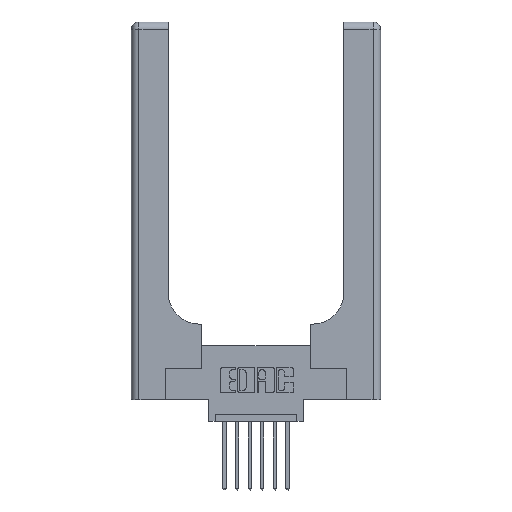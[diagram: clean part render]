
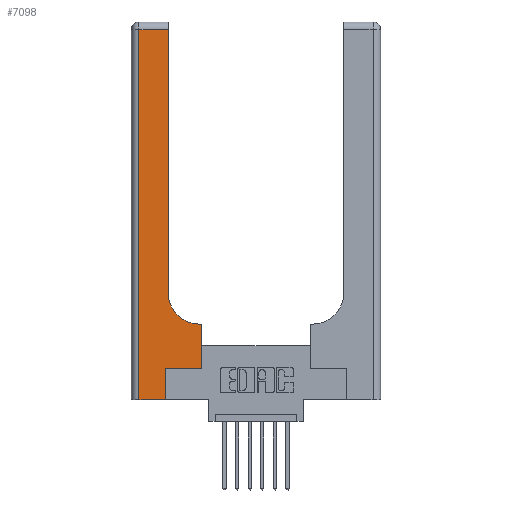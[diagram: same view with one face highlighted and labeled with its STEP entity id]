
A CAD part, top view. The second image highlights one B-rep face of the part: STEP entity #7098.
In plain terms, the highlighted planar face has unit normal (0, 0, 1).
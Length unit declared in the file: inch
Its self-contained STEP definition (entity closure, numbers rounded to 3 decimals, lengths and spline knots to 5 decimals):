
#171 = CIRCLE ( 'NONE', #12349, 0.25 ) ;
#177 = DIRECTION ( 'NONE',  ( 1., 0., 0. ) ) ;
#178 = VERTEX_POINT ( 'NONE', #4859 ) ;
#375 = VECTOR ( 'NONE', #6509, 39.37008 ) ;
#717 = LINE ( 'NONE', #12561, #12433 ) ;
#899 = EDGE_CURVE ( 'NONE', #4461, #3130, #2848, .T. ) ;
#1116 = VECTOR ( 'NONE', #177, 39.37008 ) ;
#1437 = VECTOR ( 'NONE', #5426, 39.37008 ) ;
#1569 = EDGE_CURVE ( 'NONE', #12470, #10075, #717, .T. ) ;
#1620 = LINE ( 'NONE', #2809, #5841 ) ;
#1625 = LINE ( 'NONE', #14426, #1437 ) ;
#1658 = VERTEX_POINT ( 'NONE', #12592 ) ;
#1780 = AXIS2_PLACEMENT_3D ( 'NONE', #4817, #10477, #8366 ) ;
#1989 = CARTESIAN_POINT ( 'NONE',  ( 0.5585, 0.25, 0.37 ) ) ;
#2357 = ORIENTED_EDGE ( 'NONE', *, *, #7987, .T. ) ;
#2809 = CARTESIAN_POINT ( 'NONE',  ( 0.5585, 0.25, 0.37 ) ) ;
#2848 = LINE ( 'NONE', #5257, #7126 ) ;
#2877 = ORIENTED_EDGE ( 'NONE', *, *, #14634, .T. ) ;
#3110 = ORIENTED_EDGE ( 'NONE', *, *, #1569, .T. ) ;
#3130 = VERTEX_POINT ( 'NONE', #4399 ) ;
#3253 = CARTESIAN_POINT ( 'NONE',  ( 0.269, 0.25, 0.37 ) ) ;
#3771 = DIRECTION ( 'NONE',  ( -1., 0., 0. ) ) ;
#4246 = CARTESIAN_POINT ( 'NONE',  ( 0.269, 0., 0.37 ) ) ;
#4256 = EDGE_LOOP ( 'NONE', ( #11263, #4373, #4456, #2877, #4417, #13594, #2357, #3110, #11143 ) ) ;
#4373 = ORIENTED_EDGE ( 'NONE', *, *, #9156, .T. ) ;
#4399 = CARTESIAN_POINT ( 'NONE',  ( 0.06, 0., 0.37 ) ) ;
#4417 = ORIENTED_EDGE ( 'NONE', *, *, #11242, .T. ) ;
#4456 = ORIENTED_EDGE ( 'NONE', *, *, #899, .T. ) ;
#4461 = VERTEX_POINT ( 'NONE', #10280 ) ;
#4817 = CARTESIAN_POINT ( 'NONE',  ( 0., 3., 0.37 ) ) ;
#4859 = CARTESIAN_POINT ( 'NONE',  ( 0.2915, 0.85, 0.37 ) ) ;
#4919 = CARTESIAN_POINT ( 'NONE',  ( 0.269, 0., 0.37 ) ) ;
#4990 = FACE_OUTER_BOUND ( 'NONE', #4256, .T. ) ;
#5257 = CARTESIAN_POINT ( 'NONE',  ( 0.06, 3., 0.37 ) ) ;
#5426 = DIRECTION ( 'NONE',  ( 0., 1., 0. ) ) ;
#5841 = VECTOR ( 'NONE', #10715, 39.37008 ) ;
#6359 = VECTOR ( 'NONE', #3771, 39.37008 ) ;
#6450 = VERTEX_POINT ( 'NONE', #4919 ) ;
#6509 = DIRECTION ( 'NONE',  ( 0., 1., 0. ) ) ;
#6519 = EDGE_CURVE ( 'NONE', #14477, #13368, #9995, .T. ) ;
#6743 = CARTESIAN_POINT ( 'NONE',  ( 0.5415, 0.85, 0.37 ) ) ;
#7098 = ADVANCED_FACE ( 'NONE', ( #4990 ), #12863, .F. ) ;
#7126 = VECTOR ( 'NONE', #8716, 39.37008 ) ;
#7922 = DIRECTION ( 'NONE',  ( 1., 0., 0. ) ) ;
#7987 = EDGE_CURVE ( 'NONE', #13368, #12470, #1620, .T. ) ;
#8035 = DIRECTION ( 'NONE',  ( 1., 0., 0. ) ) ;
#8366 = DIRECTION ( 'NONE',  ( -1., 0., 0. ) ) ;
#8716 = DIRECTION ( 'NONE',  ( 0., -1., 0. ) ) ;
#8950 = EDGE_CURVE ( 'NONE', #10075, #178, #171, .T. ) ;
#9156 = EDGE_CURVE ( 'NONE', #1658, #4461, #9408, .T. ) ;
#9408 = LINE ( 'NONE', #13888, #6359 ) ;
#9995 = LINE ( 'NONE', #10296, #1116 ) ;
#10075 = VERTEX_POINT ( 'NONE', #10246 ) ;
#10246 = CARTESIAN_POINT ( 'NONE',  ( 0.5415, 0.6, 0.37 ) ) ;
#10280 = CARTESIAN_POINT ( 'NONE',  ( 0.06, 2.94, 0.37 ) ) ;
#10296 = CARTESIAN_POINT ( 'NONE',  ( 0.269, 0.25, 0.37 ) ) ;
#10474 = DIRECTION ( 'NONE',  ( -1., 0., 0. ) ) ;
#10477 = DIRECTION ( 'NONE',  ( 0., 0., -1. ) ) ;
#10608 = VECTOR ( 'NONE', #8035, 39.37008 ) ;
#10715 = DIRECTION ( 'NONE',  ( 0., 1., 0. ) ) ;
#11143 = ORIENTED_EDGE ( 'NONE', *, *, #8950, .T. ) ;
#11217 = LINE ( 'NONE', #4246, #375 ) ;
#11242 = EDGE_CURVE ( 'NONE', #6450, #14477, #11217, .T. ) ;
#11263 = ORIENTED_EDGE ( 'NONE', *, *, #11266, .T. ) ;
#11266 = EDGE_CURVE ( 'NONE', #178, #1658, #1625, .T. ) ;
#11432 = CARTESIAN_POINT ( 'NONE',  ( 0.5585, 0.6, 0.37 ) ) ;
#12349 = AXIS2_PLACEMENT_3D ( 'NONE', #6743, #14701, #7922 ) ;
#12433 = VECTOR ( 'NONE', #10474, 39.37008 ) ;
#12470 = VERTEX_POINT ( 'NONE', #11432 ) ;
#12561 = CARTESIAN_POINT ( 'NONE',  ( 0.2915, 0.6, 0.37 ) ) ;
#12592 = CARTESIAN_POINT ( 'NONE',  ( 0.2915, 2.94, 0.37 ) ) ;
#12863 = PLANE ( 'NONE',  #1780 ) ;
#13368 = VERTEX_POINT ( 'NONE', #1989 ) ;
#13529 = CARTESIAN_POINT ( 'NONE',  ( 0., 0., 0.37 ) ) ;
#13594 = ORIENTED_EDGE ( 'NONE', *, *, #6519, .T. ) ;
#13888 = CARTESIAN_POINT ( 'NONE',  ( 0., 2.94, 0.37 ) ) ;
#13961 = LINE ( 'NONE', #13529, #10608 ) ;
#14426 = CARTESIAN_POINT ( 'NONE',  ( 0.2915, 3., 0.37 ) ) ;
#14477 = VERTEX_POINT ( 'NONE', #3253 ) ;
#14634 = EDGE_CURVE ( 'NONE', #3130, #6450, #13961, .T. ) ;
#14701 = DIRECTION ( 'NONE',  ( 0., 0., -1. ) ) ;
